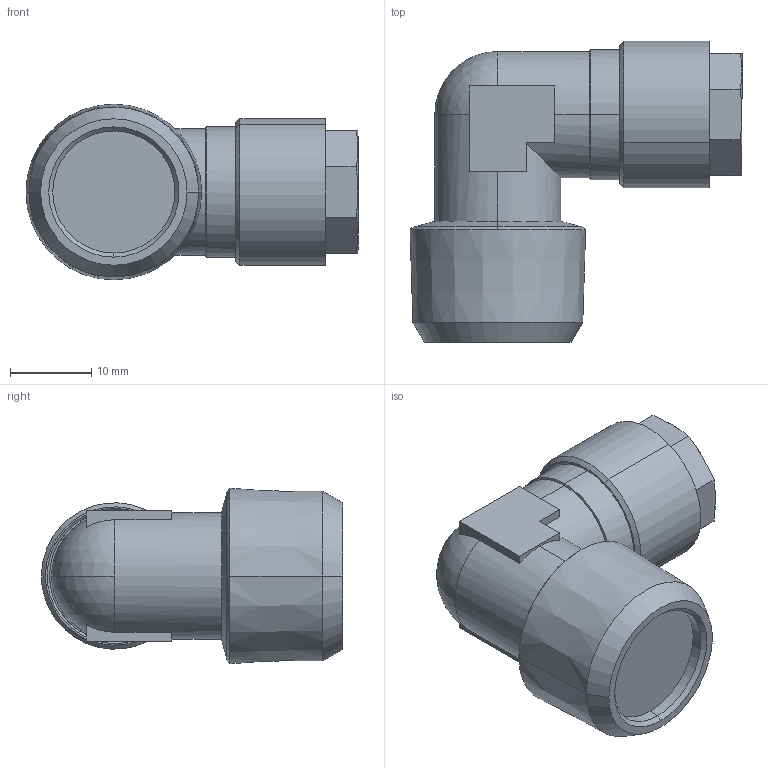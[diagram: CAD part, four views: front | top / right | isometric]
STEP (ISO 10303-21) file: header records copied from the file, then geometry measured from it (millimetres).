
FILE_DESCRIPTION (( 'STEP AP214' ), '1' );
FILE_NAME ('0110000015.step', '2012-09-28T13:23:23', ( '' ), ( '' ), 'SwSTEP 2.0', 'SolidWorks 2012', '' );
FILE_SCHEMA (( 'AUTOMOTIVE_DESIGN' ));
Length unit declared in the file: millimetre
Products named in the file (1): 0110000015
Bounding box: 40.79 x 36.99 x 21.58 mm (x, y, z)
Volume: 13430.8 mm3; surface area: 4037.2 mm2
Topology: 1 solids, 3 shells, 76 faces, 171 edges, 105 vertices
Faces by surface type: plane 30, cone 26, cylinder 14, torus 4, sphere 2
Entity records: 2939 total; most frequent: CARTESIAN_POINT 421, DIRECTION 378, ORIENTED_EDGE 342, EDGE_CURVE 171, AXIS2_PLACEMENT_3D 150, VERTEX_POINT 105, EDGE_LOOP 80, LINE 78
